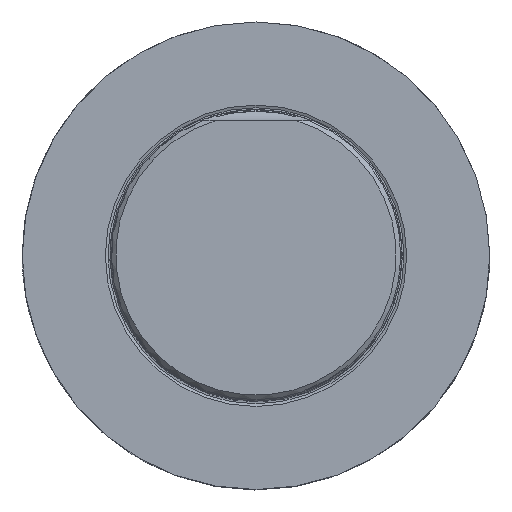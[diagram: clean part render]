
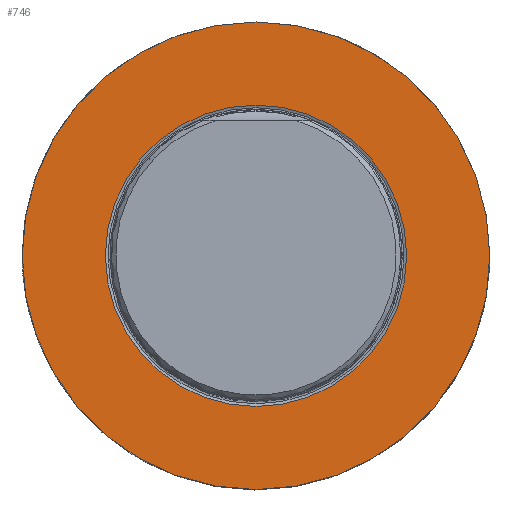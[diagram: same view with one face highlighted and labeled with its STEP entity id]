
A CAD part, top view. The second image highlights one B-rep face of the part: STEP entity #746.
In plain terms, the highlighted face is planar.
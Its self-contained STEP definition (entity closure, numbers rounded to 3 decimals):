
#217=FACE_BOUND('',#1742,.T.);
#218=FACE_BOUND('',#1743,.T.);
#746=ADVANCED_FACE('TB_IB_SU_5',(#217,#218),#1158,.T.);
#1158=PLANE('',#7429);
#1742=EDGE_LOOP('',(#3614));
#1743=EDGE_LOOP('',(#3615));
#3614=ORIENTED_EDGE('',*,*,#6267,.F.);
#3615=ORIENTED_EDGE('',*,*,#6258,.T.);
#5571=VERTEX_POINT('',#14380);
#5578=VERTEX_POINT('',#14460);
#6258=EDGE_CURVE('',#5571,#5571,#7160,.T.);
#6267=EDGE_CURVE('',#5578,#5578,#7161,.T.);
#7160=CIRCLE('',#7424,40.);
#7161=CIRCLE('',#7428,25.775);
#7424=AXIS2_PLACEMENT_3D('',#14379,#8252,#8253);
#7428=AXIS2_PLACEMENT_3D('',#14459,#8260,#8261);
#7429=AXIS2_PLACEMENT_3D('',#14461,#8262,#8263);
#8252=DIRECTION('',(0.,1.,0.));
#8253=DIRECTION('',(0.,0.,1.));
#8260=DIRECTION('',(0.,1.,0.));
#8261=DIRECTION('',(0.,0.,1.));
#8262=DIRECTION('',(0.,1.,0.));
#8263=DIRECTION('',(0.,0.,1.));
#14379=CARTESIAN_POINT('',(0.,0.,0.));
#14380=CARTESIAN_POINT('',(0.,0.,40.));
#14459=CARTESIAN_POINT('',(0.,0.,0.));
#14460=CARTESIAN_POINT('',(0.,0.,25.775));
#14461=CARTESIAN_POINT('',(0.,0.,0.));
